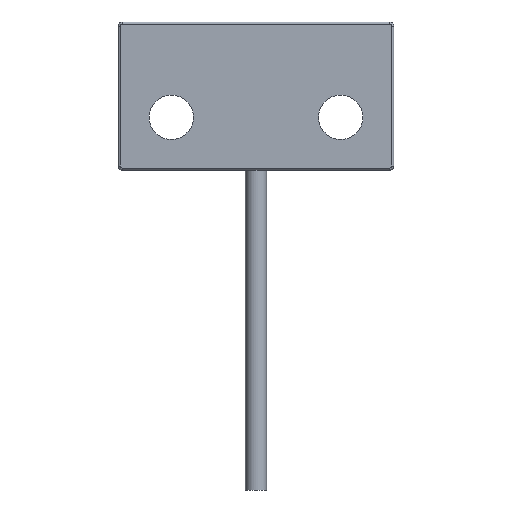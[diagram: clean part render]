
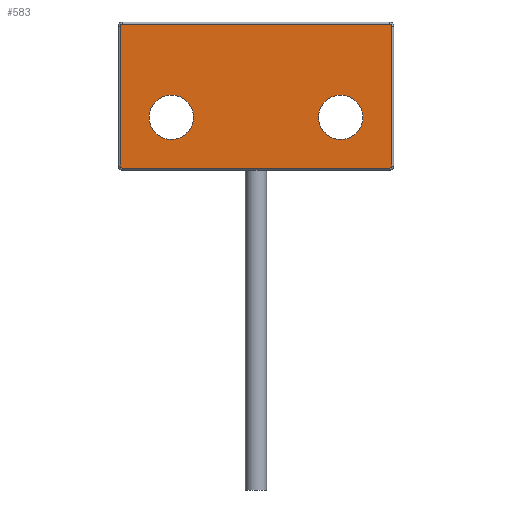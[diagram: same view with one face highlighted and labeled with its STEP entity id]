
A CAD part, front view. The second image highlights one B-rep face of the part: STEP entity #583.
In plain terms, the highlighted planar face has unit normal (0, -1, 0).
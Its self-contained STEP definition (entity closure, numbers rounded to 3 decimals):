
#12 = AXIS2_PLACEMENT_3D ( 'NONE', #371, #195, #364 ) ;
#25 = DIRECTION ( 'NONE',  ( 0., 0., 1. ) ) ;
#30 = ORIENTED_EDGE ( 'NONE', *, *, #659, .T. ) ;
#47 = PLANE ( 'NONE',  #925 ) ;
#51 = AXIS2_PLACEMENT_3D ( 'NONE', #416, #563, #25 ) ;
#53 = DIRECTION ( 'NONE',  ( -1., 0., 0. ) ) ;
#77 = DIRECTION ( 'NONE',  ( 0., -1., 0. ) ) ;
#87 = VERTEX_POINT ( 'NONE', #1121 ) ;
#91 = ORIENTED_EDGE ( 'NONE', *, *, #102, .T. ) ;
#95 = CARTESIAN_POINT ( 'NONE',  ( -4., -1., -2.05 ) ) ;
#102 = EDGE_CURVE ( 'NONE', #87, #1017, #376, .T. ) ;
#104 = VERTEX_POINT ( 'NONE', #643 ) ;
#118 = ORIENTED_EDGE ( 'NONE', *, *, #541, .T. ) ;
#121 = ORIENTED_EDGE ( 'NONE', *, *, #923, .T. ) ;
#127 = DIRECTION ( 'NONE',  ( 0., 0., 1. ) ) ;
#139 = DIRECTION ( 'NONE',  ( 0., -1., 0. ) ) ;
#157 = CARTESIAN_POINT ( 'NONE',  ( -4., -1., -1. ) ) ;
#162 = CARTESIAN_POINT ( 'NONE',  ( -6.3, -1., 3.4 ) ) ;
#174 = VERTEX_POINT ( 'NONE', #393 ) ;
#184 = FACE_OUTER_BOUND ( 'NONE', #269, .T. ) ;
#186 = LINE ( 'NONE', #813, #1156 ) ;
#191 = ORIENTED_EDGE ( 'NONE', *, *, #207, .T. ) ;
#195 = DIRECTION ( 'NONE',  ( 0., -1., 0. ) ) ;
#197 = CIRCLE ( 'NONE', #433, 1.05 ) ;
#207 = EDGE_CURVE ( 'NONE', #241, #977, #838, .T. ) ;
#210 = CIRCLE ( 'NONE', #51, 1.05 ) ;
#238 = FACE_BOUND ( 'NONE', #917, .T. ) ;
#241 = VERTEX_POINT ( 'NONE', #317 ) ;
#250 = CIRCLE ( 'NONE', #1196, 1.05 ) ;
#269 = EDGE_LOOP ( 'NONE', ( #461, #91, #828, #869, #544, #1134, #118, #948 ) ) ;
#270 = DIRECTION ( 'NONE',  ( 0., 0., 1. ) ) ;
#288 = EDGE_CURVE ( 'NONE', #1017, #574, #679, .T. ) ;
#289 = CARTESIAN_POINT ( 'NONE',  ( -6.4, -1., -3.3 ) ) ;
#292 = EDGE_CURVE ( 'NONE', #335, #87, #632, .T. ) ;
#317 = CARTESIAN_POINT ( 'NONE',  ( -4., -1., 0.05 ) ) ;
#323 = VERTEX_POINT ( 'NONE', #985 ) ;
#324 = DIRECTION ( 'NONE',  ( 0., 0., -1. ) ) ;
#328 = CIRCLE ( 'NONE', #630, 0.1 ) ;
#335 = VERTEX_POINT ( 'NONE', #919 ) ;
#341 = DIRECTION ( 'NONE',  ( 0., -1., 0. ) ) ;
#357 = DIRECTION ( 'NONE',  ( 1., 0., 0. ) ) ;
#364 = DIRECTION ( 'NONE',  ( 0., 0., -1. ) ) ;
#369 = CARTESIAN_POINT ( 'NONE',  ( -6.4, -1., 3.3 ) ) ;
#371 = CARTESIAN_POINT ( 'NONE',  ( -6.3, -1., -3.3 ) ) ;
#376 = CIRCLE ( 'NONE', #1178, 0.1 ) ;
#393 = CARTESIAN_POINT ( 'NONE',  ( 4., -1., -2.05 ) ) ;
#406 = DIRECTION ( 'NONE',  ( 0., -1., 0. ) ) ;
#416 = CARTESIAN_POINT ( 'NONE',  ( 4., -1., -1. ) ) ;
#421 = DIRECTION ( 'NONE',  ( 0., 1., 0. ) ) ;
#433 = AXIS2_PLACEMENT_3D ( 'NONE', #821, #626, #270 ) ;
#455 = LINE ( 'NONE', #739, #1053 ) ;
#459 = EDGE_CURVE ( 'NONE', #104, #857, #186, .T. ) ;
#461 = ORIENTED_EDGE ( 'NONE', *, *, #292, .T. ) ;
#466 = AXIS2_PLACEMENT_3D ( 'NONE', #906, #341, #1183 ) ;
#470 = EDGE_LOOP ( 'NONE', ( #485, #30 ) ) ;
#485 = ORIENTED_EDGE ( 'NONE', *, *, #591, .T. ) ;
#491 = DIRECTION ( 'NONE',  ( 0., 0., -1. ) ) ;
#541 = EDGE_CURVE ( 'NONE', #323, #650, #455, .T. ) ;
#544 = ORIENTED_EDGE ( 'NONE', *, *, #459, .T. ) ;
#554 = CIRCLE ( 'NONE', #466, 0.1 ) ;
#563 = DIRECTION ( 'NONE',  ( 0., 1., 0. ) ) ;
#574 = VERTEX_POINT ( 'NONE', #289 ) ;
#583 = ADVANCED_FACE ( 'NONE', ( #184, #753, #238 ), #47, .T. ) ;
#586 = CARTESIAN_POINT ( 'NONE',  ( -6.3, -1., 3.3 ) ) ;
#588 = CARTESIAN_POINT ( 'NONE',  ( 4., -1., -1. ) ) ;
#591 = EDGE_CURVE ( 'NONE', #842, #174, #250, .T. ) ;
#626 = DIRECTION ( 'NONE',  ( 0., 1., 0. ) ) ;
#630 = AXIS2_PLACEMENT_3D ( 'NONE', #1105, #77, #1187 ) ;
#632 = LINE ( 'NONE', #162, #770 ) ;
#643 = CARTESIAN_POINT ( 'NONE',  ( -6.3, -1., -3.4 ) ) ;
#650 = VERTEX_POINT ( 'NONE', #1061 ) ;
#659 = EDGE_CURVE ( 'NONE', #174, #842, #210, .T. ) ;
#679 = LINE ( 'NONE', #702, #868 ) ;
#689 = CARTESIAN_POINT ( 'NONE',  ( 4., -1., 0.05 ) ) ;
#702 = CARTESIAN_POINT ( 'NONE',  ( -6.4, -1., -3.3 ) ) ;
#739 = CARTESIAN_POINT ( 'NONE',  ( 6.4, -1., 3.3 ) ) ;
#753 = FACE_BOUND ( 'NONE', #470, .T. ) ;
#756 = AXIS2_PLACEMENT_3D ( 'NONE', #157, #421, #1077 ) ;
#770 = VECTOR ( 'NONE', #53, 1000. ) ;
#779 = DIRECTION ( 'NONE',  ( 0., 1., 0. ) ) ;
#793 = EDGE_CURVE ( 'NONE', #650, #335, #554, .T. ) ;
#813 = CARTESIAN_POINT ( 'NONE',  ( 6.3, -1., -3.4 ) ) ;
#821 = CARTESIAN_POINT ( 'NONE',  ( -4., -1., -1. ) ) ;
#827 = CARTESIAN_POINT ( 'NONE',  ( 6.3, -1., -3.4 ) ) ;
#828 = ORIENTED_EDGE ( 'NONE', *, *, #288, .T. ) ;
#838 = CIRCLE ( 'NONE', #756, 1.05 ) ;
#842 = VERTEX_POINT ( 'NONE', #689 ) ;
#857 = VERTEX_POINT ( 'NONE', #827 ) ;
#868 = VECTOR ( 'NONE', #324, 1000. ) ;
#869 = ORIENTED_EDGE ( 'NONE', *, *, #939, .T. ) ;
#906 = CARTESIAN_POINT ( 'NONE',  ( 6.3, -1., 3.3 ) ) ;
#917 = EDGE_LOOP ( 'NONE', ( #191, #121 ) ) ;
#919 = CARTESIAN_POINT ( 'NONE',  ( 6.3, -1., 3.4 ) ) ;
#923 = EDGE_CURVE ( 'NONE', #977, #241, #197, .T. ) ;
#925 = AXIS2_PLACEMENT_3D ( 'NONE', #1153, #139, #491 ) ;
#939 = EDGE_CURVE ( 'NONE', #574, #104, #982, .T. ) ;
#948 = ORIENTED_EDGE ( 'NONE', *, *, #793, .T. ) ;
#977 = VERTEX_POINT ( 'NONE', #95 ) ;
#982 = CIRCLE ( 'NONE', #12, 0.1 ) ;
#985 = CARTESIAN_POINT ( 'NONE',  ( 6.4, -1., -3.3 ) ) ;
#1017 = VERTEX_POINT ( 'NONE', #369 ) ;
#1053 = VECTOR ( 'NONE', #1119, 1000. ) ;
#1061 = CARTESIAN_POINT ( 'NONE',  ( 6.4, -1., 3.3 ) ) ;
#1062 = DIRECTION ( 'NONE',  ( 0., 0., -1. ) ) ;
#1077 = DIRECTION ( 'NONE',  ( 0., 0., 1. ) ) ;
#1105 = CARTESIAN_POINT ( 'NONE',  ( 6.3, -1., -3.3 ) ) ;
#1119 = DIRECTION ( 'NONE',  ( 0., 0., 1. ) ) ;
#1121 = CARTESIAN_POINT ( 'NONE',  ( -6.3, -1., 3.4 ) ) ;
#1134 = ORIENTED_EDGE ( 'NONE', *, *, #1138, .T. ) ;
#1138 = EDGE_CURVE ( 'NONE', #857, #323, #328, .T. ) ;
#1153 = CARTESIAN_POINT ( 'NONE',  ( 0., -1., 0. ) ) ;
#1156 = VECTOR ( 'NONE', #357, 1000. ) ;
#1178 = AXIS2_PLACEMENT_3D ( 'NONE', #586, #406, #1062 ) ;
#1183 = DIRECTION ( 'NONE',  ( 0., 0., -1. ) ) ;
#1187 = DIRECTION ( 'NONE',  ( 0., 0., -1. ) ) ;
#1196 = AXIS2_PLACEMENT_3D ( 'NONE', #588, #779, #127 ) ;
